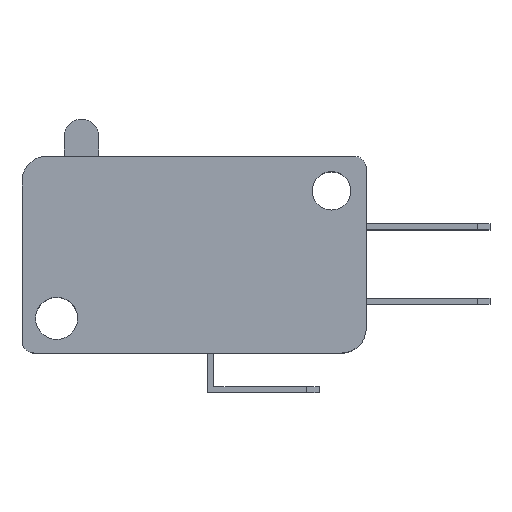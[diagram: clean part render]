
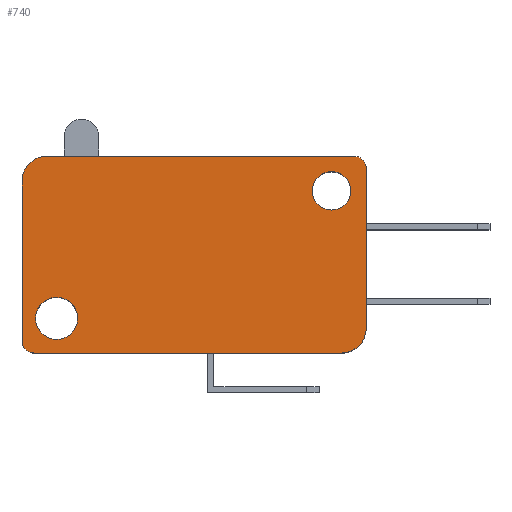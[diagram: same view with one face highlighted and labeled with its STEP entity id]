
A CAD part, top view. The second image highlights one B-rep face of the part: STEP entity #740.
In plain terms, the highlighted planar face has unit normal (0, 0, 1).
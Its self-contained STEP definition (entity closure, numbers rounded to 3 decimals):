
#24=FACE_BOUND('',#96,.T.);
#25=FACE_BOUND('',#97,.T.);
#49=FACE_OUTER_BOUND('',#95,.T.);
#95=EDGE_LOOP('',(#558,#559,#560,#561,#562,#563,#564,#565));
#96=EDGE_LOOP('',(#566));
#97=EDGE_LOOP('',(#567));
#138=LINE('',#1073,#226);
#145=LINE('',#1099,#233);
#147=LINE('',#1105,#235);
#151=LINE('',#1119,#239);
#226=VECTOR('',#867,10.);
#233=VECTOR('',#892,10.);
#235=VECTOR('',#900,10.);
#239=VECTOR('',#918,10.);
#302=CIRCLE('',#780,2.);
#309=CIRCLE('',#790,2.);
#310=CIRCLE('',#793,1.);
#311=CIRCLE('',#796,1.);
#312=CIRCLE('',#798,1.55);
#313=CIRCLE('',#800,1.7);
#322=VERTEX_POINT('',#1060);
#323=VERTEX_POINT('',#1061);
#327=VERTEX_POINT('',#1071);
#335=VERTEX_POINT('',#1091);
#336=VERTEX_POINT('',#1092);
#337=VERTEX_POINT('',#1097);
#338=VERTEX_POINT('',#1101);
#339=VERTEX_POINT('',#1107);
#340=VERTEX_POINT('',#1111);
#341=VERTEX_POINT('',#1115);
#394=EDGE_CURVE('',#322,#323,#302,.T.);
#400=EDGE_CURVE('',#322,#327,#138,.T.);
#409=EDGE_CURVE('',#335,#336,#309,.T.);
#413=EDGE_CURVE('',#335,#337,#145,.T.);
#414=EDGE_CURVE('',#338,#337,#310,.T.);
#416=EDGE_CURVE('',#338,#323,#147,.T.);
#417=EDGE_CURVE('',#339,#327,#311,.T.);
#419=EDGE_CURVE('',#340,#340,#312,.T.);
#421=EDGE_CURVE('',#341,#341,#313,.T.);
#423=EDGE_CURVE('',#339,#336,#151,.T.);
#558=ORIENTED_EDGE('',*,*,#394,.F.);
#559=ORIENTED_EDGE('',*,*,#400,.T.);
#560=ORIENTED_EDGE('',*,*,#417,.F.);
#561=ORIENTED_EDGE('',*,*,#423,.T.);
#562=ORIENTED_EDGE('',*,*,#409,.F.);
#563=ORIENTED_EDGE('',*,*,#413,.T.);
#564=ORIENTED_EDGE('',*,*,#414,.F.);
#565=ORIENTED_EDGE('',*,*,#416,.T.);
#566=ORIENTED_EDGE('',*,*,#421,.T.);
#567=ORIENTED_EDGE('',*,*,#419,.T.);
#697=PLANE('',#802);
#740=ADVANCED_FACE('',(#49,#24,#25),#697,.T.);
#780=AXIS2_PLACEMENT_3D('',#1062,#857,#858);
#790=AXIS2_PLACEMENT_3D('',#1093,#885,#886);
#793=AXIS2_PLACEMENT_3D('',#1102,#895,#896);
#796=AXIS2_PLACEMENT_3D('',#1108,#903,#904);
#798=AXIS2_PLACEMENT_3D('',#1112,#908,#909);
#800=AXIS2_PLACEMENT_3D('',#1116,#913,#914);
#802=AXIS2_PLACEMENT_3D('',#1120,#919,#920);
#857=DIRECTION('center_axis',(0.,0.,-1.));
#858=DIRECTION('ref_axis',(-0.707,0.707,0.));
#867=DIRECTION('',(0.,-1.,0.));
#885=DIRECTION('center_axis',(0.,0.,-1.));
#886=DIRECTION('ref_axis',(0.707,-0.707,0.));
#892=DIRECTION('',(0.,1.,0.));
#895=DIRECTION('center_axis',(0.,0.,-1.));
#896=DIRECTION('ref_axis',(0.707,0.707,0.));
#900=DIRECTION('',(-1.,0.,0.));
#903=DIRECTION('center_axis',(0.,0.,-1.));
#904=DIRECTION('ref_axis',(-0.707,-0.707,0.));
#908=DIRECTION('center_axis',(0.,0.,-1.));
#909=DIRECTION('ref_axis',(1.,0.,0.));
#913=DIRECTION('center_axis',(0.,0.,-1.));
#914=DIRECTION('ref_axis',(1.,0.,0.));
#918=DIRECTION('',(1.,0.,0.));
#919=DIRECTION('center_axis',(0.,0.,1.));
#920=DIRECTION('ref_axis',(1.,0.,0.));
#1060=CARTESIAN_POINT('',(0.,13.9,10.3));
#1061=CARTESIAN_POINT('',(2.,15.9,10.3));
#1062=CARTESIAN_POINT('Origin',(2.,13.9,10.3));
#1071=CARTESIAN_POINT('',(0.,1.,10.3));
#1073=CARTESIAN_POINT('',(0.,15.9,10.3));
#1091=CARTESIAN_POINT('',(27.8,2.,10.3));
#1092=CARTESIAN_POINT('',(25.8,0.,10.3));
#1093=CARTESIAN_POINT('Origin',(25.8,2.,10.3));
#1097=CARTESIAN_POINT('',(27.8,14.9,10.3));
#1099=CARTESIAN_POINT('',(27.8,0.,10.3));
#1101=CARTESIAN_POINT('',(26.8,15.9,10.3));
#1102=CARTESIAN_POINT('Origin',(26.8,14.9,10.3));
#1105=CARTESIAN_POINT('',(27.8,15.9,10.3));
#1107=CARTESIAN_POINT('',(1.,0.,10.3));
#1108=CARTESIAN_POINT('Origin',(1.,1.,10.3));
#1111=CARTESIAN_POINT('',(23.45,13.1,10.3));
#1112=CARTESIAN_POINT('Origin',(25.,13.1,10.3));
#1115=CARTESIAN_POINT('',(1.1,2.8,10.3));
#1116=CARTESIAN_POINT('Origin',(2.8,2.8,10.3));
#1119=CARTESIAN_POINT('',(0.,0.,10.3));
#1120=CARTESIAN_POINT('Origin',(13.9,7.95,10.3));
